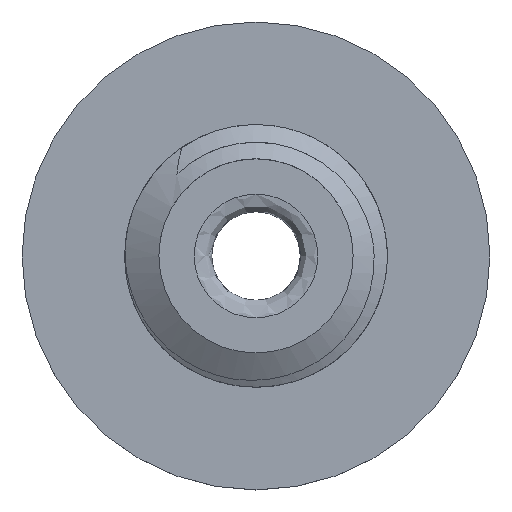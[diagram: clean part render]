
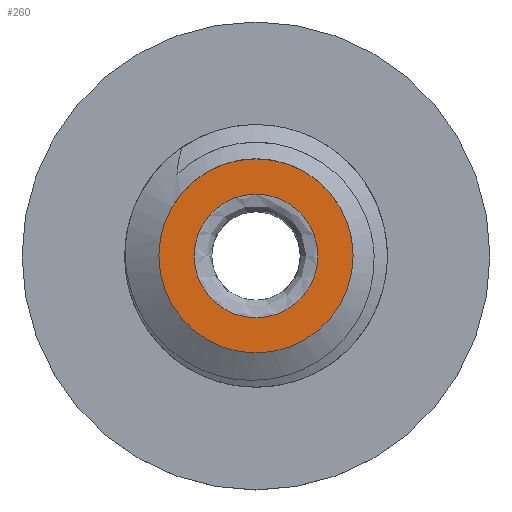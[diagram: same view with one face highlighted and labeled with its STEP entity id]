
A CAD part, top view. The second image highlights one B-rep face of the part: STEP entity #260.
In plain terms, the highlighted planar face has unit normal (0, 0, 1).
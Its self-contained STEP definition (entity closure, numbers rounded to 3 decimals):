
#16=FACE_BOUND('',#48,.T.);
#19=PLANE('',#294);
#31=FACE_OUTER_BOUND('',#47,.T.);
#47=EDGE_LOOP('',(#193));
#48=EDGE_LOOP('',(#194));
#63=CIRCLE('',#291,7.);
#65=CIRCLE('',#295,11.);
#118=VERTEX_POINT('',#698);
#121=VERTEX_POINT('',#717);
#147=EDGE_CURVE('',#118,#118,#63,.T.);
#150=EDGE_CURVE('',#121,#121,#65,.T.);
#193=ORIENTED_EDGE('',*,*,#150,.T.);
#194=ORIENTED_EDGE('',*,*,#147,.F.);
#260=ADVANCED_FACE('',(#31,#16),#19,.T.);
#291=AXIS2_PLACEMENT_3D('',#711,#329,#330);
#294=AXIS2_PLACEMENT_3D('',#716,#336,#337);
#295=AXIS2_PLACEMENT_3D('',#718,#338,#339);
#329=DIRECTION('center_axis',(0.,0.,1.));
#330=DIRECTION('ref_axis',(1.,0.,0.));
#336=DIRECTION('center_axis',(0.,0.,1.));
#337=DIRECTION('ref_axis',(1.,0.,0.));
#338=DIRECTION('center_axis',(0.,0.,1.));
#339=DIRECTION('ref_axis',(1.,0.,0.));
#698=CARTESIAN_POINT('',(-7.,0.,3.5));
#711=CARTESIAN_POINT('Origin',(0.,0.,3.5));
#716=CARTESIAN_POINT('Origin',(0.,0.,3.5));
#717=CARTESIAN_POINT('',(-11.,0.,3.5));
#718=CARTESIAN_POINT('Origin',(0.,0.,3.5));
